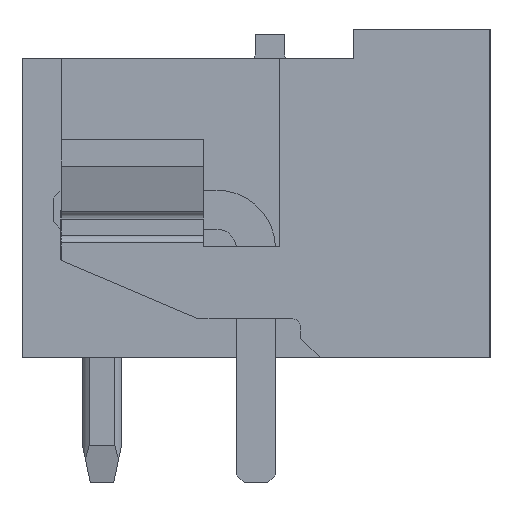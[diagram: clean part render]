
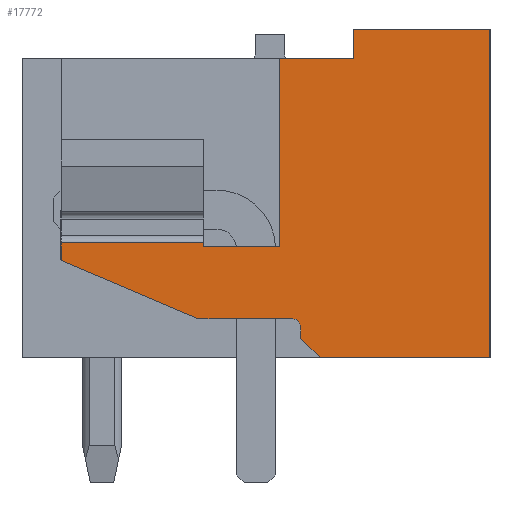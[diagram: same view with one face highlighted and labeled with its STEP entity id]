
A CAD part, left-side view. The second image highlights one B-rep face of the part: STEP entity #17772.
In plain terms, the highlighted planar face has unit normal (-1, 0, 0).
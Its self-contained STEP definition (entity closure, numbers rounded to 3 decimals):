
#17516=AXIS2_PLACEMENT_3D('Circle Axis2P3D',#17514,#17515,$) ;
#17743=AXIS2_PLACEMENT_3D('Plane Axis2P3D',#17740,#17741,#17742) ;
#269=CARTESIAN_POINT('Vertex',(0.,3.5,11.63)) ;
#272=CARTESIAN_POINT('Line Origine',(0.,1.75,11.63)) ;
#276=CARTESIAN_POINT('Vertex',(0.,0.,11.63)) ;
#999=CARTESIAN_POINT('Vertex',(0.,5.4,10.88)) ;
#1002=CARTESIAN_POINT('Line Origine',(0.,4.45,10.88)) ;
#1006=CARTESIAN_POINT('Vertex',(0.,3.5,10.88)) ;
#1640=CARTESIAN_POINT('Vertex',(0.,0.,3.2)) ;
#1643=CARTESIAN_POINT('Line Origine',(0.,2.177,3.2)) ;
#1647=CARTESIAN_POINT('Vertex',(0.,4.354,3.2)) ;
#8866=CARTESIAN_POINT('Line Origine',(0.,0.,7.415)) ;
#17064=CARTESIAN_POINT('Vertex',(0.,7.35,6.15)) ;
#17067=CARTESIAN_POINT('Line Origine',(0.,7.35,6.1)) ;
#17071=CARTESIAN_POINT('Vertex',(0.,7.35,6.05)) ;
#17178=CARTESIAN_POINT('Line Origine',(0.,9.175,6.15)) ;
#17182=CARTESIAN_POINT('Vertex',(0.,11.,6.15)) ;
#17404=CARTESIAN_POINT('Vertex',(0.,7.464,4.2)) ;
#17409=CARTESIAN_POINT('Line Origine',(0.,9.232,4.95)) ;
#17413=CARTESIAN_POINT('Vertex',(0.,11.,5.7)) ;
#17444=CARTESIAN_POINT('Vertex',(0.,5.054,4.2)) ;
#17449=CARTESIAN_POINT('Line Origine',(0.,6.259,4.2)) ;
#17509=CARTESIAN_POINT('Vertex',(0.,4.854,4.)) ;
#17514=CARTESIAN_POINT('Axis2P3D Location',(0.,5.054,4.)) ;
#17540=CARTESIAN_POINT('Vertex',(0.,4.854,3.7)) ;
#17545=CARTESIAN_POINT('Line Origine',(0.,4.854,3.85)) ;
#17567=CARTESIAN_POINT('Line Origine',(0.,4.604,3.45)) ;
#17593=CARTESIAN_POINT('Vertex',(0.,5.4,6.05)) ;
#17598=CARTESIAN_POINT('Line Origine',(0.,5.4,8.465)) ;
#17648=CARTESIAN_POINT('Line Origine',(0.,6.375,6.05)) ;
#17740=CARTESIAN_POINT('Axis2P3D Location',(0.,0.,0.)) ;
#17745=CARTESIAN_POINT('Line Origine',(0.,11.,5.925)) ;
#17750=CARTESIAN_POINT('Line Origine',(0.,3.5,11.255)) ;
#273=DIRECTION('Vector Direction',(0.,-1.,0.)) ;
#1003=DIRECTION('Vector Direction',(0.,1.,0.)) ;
#1644=DIRECTION('Vector Direction',(0.,1.,0.)) ;
#8867=DIRECTION('Vector Direction',(0.,0.,-1.)) ;
#17068=DIRECTION('Vector Direction',(0.,0.,1.)) ;
#17179=DIRECTION('Vector Direction',(0.,1.,0.)) ;
#17410=DIRECTION('Vector Direction',(0.,-0.921,-0.391)) ;
#17450=DIRECTION('Vector Direction',(0.,-1.,0.)) ;
#17515=DIRECTION('Axis2P3D Direction',(-1.,0.,0.)) ;
#17546=DIRECTION('Vector Direction',(0.,0.,-1.)) ;
#17568=DIRECTION('Vector Direction',(0.,-0.707,-0.707)) ;
#17599=DIRECTION('Vector Direction',(0.,0.,1.)) ;
#17649=DIRECTION('Vector Direction',(0.,1.,0.)) ;
#17741=DIRECTION('Axis2P3D Direction',(-1.,0.,0.)) ;
#17742=DIRECTION('Axis2P3D XDirection',(0.,-1.,0.)) ;
#17746=DIRECTION('Vector Direction',(0.,0.,-1.)) ;
#17751=DIRECTION('Vector Direction',(0.,0.,1.)) ;
#274=VECTOR('Line Direction',#273,1.) ;
#1004=VECTOR('Line Direction',#1003,1.) ;
#1645=VECTOR('Line Direction',#1644,1.) ;
#8868=VECTOR('Line Direction',#8867,1.) ;
#17069=VECTOR('Line Direction',#17068,1.) ;
#17180=VECTOR('Line Direction',#17179,1.) ;
#17411=VECTOR('Line Direction',#17410,1.) ;
#17451=VECTOR('Line Direction',#17450,1.) ;
#17547=VECTOR('Line Direction',#17546,1.) ;
#17569=VECTOR('Line Direction',#17568,1.) ;
#17600=VECTOR('Line Direction',#17599,1.) ;
#17650=VECTOR('Line Direction',#17649,1.) ;
#17747=VECTOR('Line Direction',#17746,1.) ;
#17752=VECTOR('Line Direction',#17751,1.) ;
#17756=ORIENTED_EDGE('',*,*,#17073,.T.) ;
#17757=ORIENTED_EDGE('',*,*,#17184,.T.) ;
#17758=ORIENTED_EDGE('',*,*,#17749,.F.) ;
#17759=ORIENTED_EDGE('',*,*,#17415,.F.) ;
#17760=ORIENTED_EDGE('',*,*,#17453,.F.) ;
#17761=ORIENTED_EDGE('',*,*,#17518,.F.) ;
#17762=ORIENTED_EDGE('',*,*,#17549,.F.) ;
#17763=ORIENTED_EDGE('',*,*,#17571,.F.) ;
#17764=ORIENTED_EDGE('',*,*,#1649,.T.) ;
#17765=ORIENTED_EDGE('',*,*,#8870,.T.) ;
#17766=ORIENTED_EDGE('',*,*,#278,.T.) ;
#17767=ORIENTED_EDGE('',*,*,#17754,.T.) ;
#17768=ORIENTED_EDGE('',*,*,#1008,.T.) ;
#17769=ORIENTED_EDGE('',*,*,#17602,.F.) ;
#17770=ORIENTED_EDGE('',*,*,#17652,.F.) ;
#17772=ADVANCED_FACE('Housing',(#17771),#17744,.T.) ;
#17517=CIRCLE('generated circle',#17516,0.2) ;
#278=EDGE_CURVE('',#277,#270,#275,.F.) ;
#1008=EDGE_CURVE('',#1007,#1000,#1005,.T.) ;
#1649=EDGE_CURVE('',#1648,#1641,#1646,.F.) ;
#8870=EDGE_CURVE('',#1641,#277,#8869,.F.) ;
#17073=EDGE_CURVE('',#17072,#17065,#17070,.T.) ;
#17184=EDGE_CURVE('',#17065,#17183,#17181,.T.) ;
#17415=EDGE_CURVE('',#17405,#17414,#17412,.F.) ;
#17453=EDGE_CURVE('',#17445,#17405,#17452,.F.) ;
#17518=EDGE_CURVE('',#17510,#17445,#17517,.T.) ;
#17549=EDGE_CURVE('',#17541,#17510,#17548,.F.) ;
#17571=EDGE_CURVE('',#1648,#17541,#17570,.F.) ;
#17602=EDGE_CURVE('',#17594,#1000,#17601,.T.) ;
#17652=EDGE_CURVE('',#17072,#17594,#17651,.F.) ;
#17749=EDGE_CURVE('',#17414,#17183,#17748,.F.) ;
#17754=EDGE_CURVE('',#270,#1007,#17753,.F.) ;
#17755=EDGE_LOOP('',(#17756,#17757,#17758,#17759,#17760,#17761,#17762,#17763,#17764,#17765,#17766,#17767,#17768,#17769,#17770)) ;
#17771=FACE_OUTER_BOUND('',#17755,.T.) ;
#275=LINE('Line',#272,#274) ;
#1005=LINE('Line',#1002,#1004) ;
#1646=LINE('Line',#1643,#1645) ;
#8869=LINE('Line',#8866,#8868) ;
#17070=LINE('Line',#17067,#17069) ;
#17181=LINE('Line',#17178,#17180) ;
#17412=LINE('Line',#17409,#17411) ;
#17452=LINE('Line',#17449,#17451) ;
#17548=LINE('Line',#17545,#17547) ;
#17570=LINE('Line',#17567,#17569) ;
#17601=LINE('Line',#17598,#17600) ;
#17651=LINE('Line',#17648,#17650) ;
#17748=LINE('Line',#17745,#17747) ;
#17753=LINE('Line',#17750,#17752) ;
#17744=PLANE('',#17743) ;
#270=VERTEX_POINT('',#269) ;
#277=VERTEX_POINT('',#276) ;
#1000=VERTEX_POINT('',#999) ;
#1007=VERTEX_POINT('',#1006) ;
#1641=VERTEX_POINT('',#1640) ;
#1648=VERTEX_POINT('',#1647) ;
#17065=VERTEX_POINT('',#17064) ;
#17072=VERTEX_POINT('',#17071) ;
#17183=VERTEX_POINT('',#17182) ;
#17405=VERTEX_POINT('',#17404) ;
#17414=VERTEX_POINT('',#17413) ;
#17445=VERTEX_POINT('',#17444) ;
#17510=VERTEX_POINT('',#17509) ;
#17541=VERTEX_POINT('',#17540) ;
#17594=VERTEX_POINT('',#17593) ;
